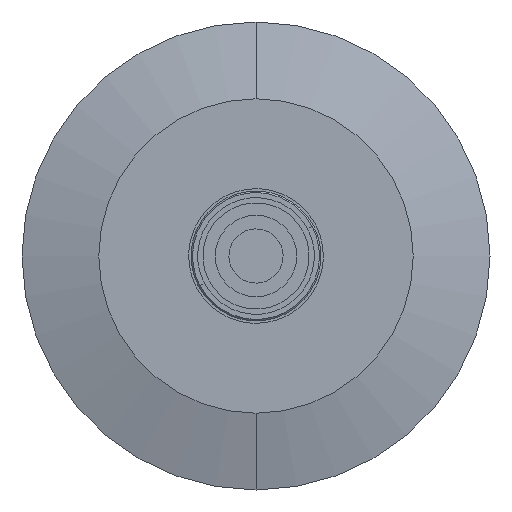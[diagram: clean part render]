
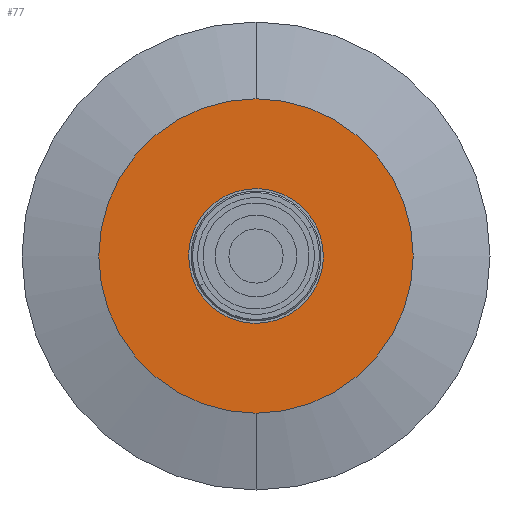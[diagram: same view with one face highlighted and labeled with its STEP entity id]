
A CAD part, front view. The second image highlights one B-rep face of the part: STEP entity #77.
In plain terms, the highlighted planar face has unit normal (0, -1, 0).
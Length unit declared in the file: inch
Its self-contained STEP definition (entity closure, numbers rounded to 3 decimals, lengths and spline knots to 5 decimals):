
#49 = EDGE_CURVE ( 'NONE', #425, #717, #988, .T. ) ;
#55 = DIRECTION ( 'NONE',  ( 0., 0., -1. ) ) ;
#77 = ADVANCED_FACE ( 'NONE', ( #1756, #781 ), #378, .F. ) ;
#80 = DIRECTION ( 'NONE',  ( 0., -1., 0. ) ) ;
#83 = CARTESIAN_POINT ( 'NONE',  ( -0.72546, -0.2, 0. ) ) ;
#217 = DIRECTION ( 'NONE',  ( 0., 0., 1. ) ) ;
#239 = CIRCLE ( 'NONE', #538, 0.72546 ) ;
#301 = CARTESIAN_POINT ( 'NONE',  ( 0., -0.2, -0.72546 ) ) ;
#370 = EDGE_LOOP ( 'NONE', ( #1693, #546 ) ) ;
#371 = EDGE_CURVE ( 'NONE', #717, #425, #1200, .T. ) ;
#378 = PLANE ( 'NONE',  #1198 ) ;
#425 = VERTEX_POINT ( 'NONE', #772 ) ;
#466 = DIRECTION ( 'NONE',  ( 0., 0., -1. ) ) ;
#492 = CARTESIAN_POINT ( 'NONE',  ( -0.09321, -0.2, 0.2967 ) ) ;
#503 = AXIS2_PLACEMENT_3D ( 'NONE', #928, #80, #55 ) ;
#508 = ORIENTED_EDGE ( 'NONE', *, *, #49, .T. ) ;
#513 = EDGE_LOOP ( 'NONE', ( #508, #1015 ) ) ;
#538 = AXIS2_PLACEMENT_3D ( 'NONE', #1045, #889, #466 ) ;
#546 = ORIENTED_EDGE ( 'NONE', *, *, #1062, .T. ) ;
#584 = CARTESIAN_POINT ( 'NONE',  ( 0., -0.2, 0.72546 ) ) ;
#717 = VERTEX_POINT ( 'NONE', #492 ) ;
#772 = CARTESIAN_POINT ( 'NONE',  ( 0.09321, -0.2, -0.2967 ) ) ;
#781 = FACE_OUTER_BOUND ( 'NONE', #370, .T. ) ;
#889 = DIRECTION ( 'NONE',  ( 0., -1., 0. ) ) ;
#928 = CARTESIAN_POINT ( 'NONE',  ( 0., -0.2, 0. ) ) ;
#946 = VERTEX_POINT ( 'NONE', #301 ) ;
#951 = VERTEX_POINT ( 'NONE', #584 ) ;
#988 = CIRCLE ( 'NONE', #1589, 0.311 ) ;
#1015 = ORIENTED_EDGE ( 'NONE', *, *, #371, .T. ) ;
#1045 = CARTESIAN_POINT ( 'NONE',  ( 0., -0.2, 0. ) ) ;
#1062 = EDGE_CURVE ( 'NONE', #946, #951, #239, .T. ) ;
#1072 = DIRECTION ( 'NONE',  ( 0., 1., 0. ) ) ;
#1143 = AXIS2_PLACEMENT_3D ( 'NONE', #1426, #1624, #217 ) ;
#1178 = CIRCLE ( 'NONE', #503, 0.72546 ) ;
#1198 = AXIS2_PLACEMENT_3D ( 'NONE', #83, #1511, #1779 ) ;
#1200 = CIRCLE ( 'NONE', #1143, 0.311 ) ;
#1426 = CARTESIAN_POINT ( 'NONE',  ( 0., -0.2, 0. ) ) ;
#1511 = DIRECTION ( 'NONE',  ( 0., 1., 0. ) ) ;
#1589 = AXIS2_PLACEMENT_3D ( 'NONE', #1616, #1072, #1644 ) ;
#1616 = CARTESIAN_POINT ( 'NONE',  ( 0., -0.2, 0. ) ) ;
#1624 = DIRECTION ( 'NONE',  ( 0., 1., 0. ) ) ;
#1644 = DIRECTION ( 'NONE',  ( 0., 0., 1. ) ) ;
#1693 = ORIENTED_EDGE ( 'NONE', *, *, #1698, .T. ) ;
#1698 = EDGE_CURVE ( 'NONE', #951, #946, #1178, .T. ) ;
#1756 = FACE_BOUND ( 'NONE', #513, .T. ) ;
#1779 = DIRECTION ( 'NONE',  ( 0., 0., 1. ) ) ;
